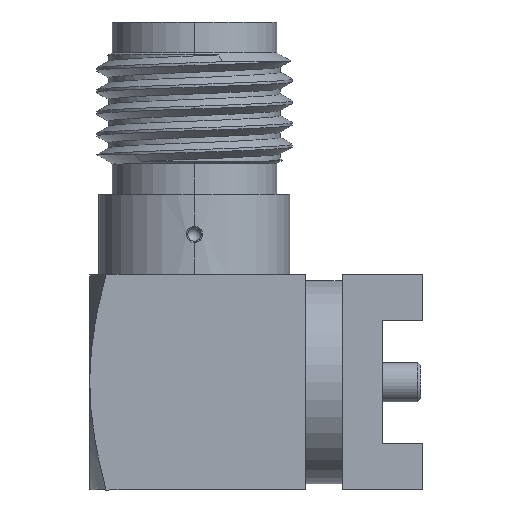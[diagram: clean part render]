
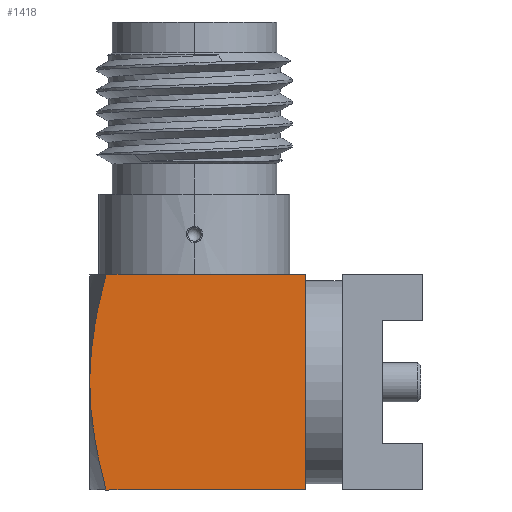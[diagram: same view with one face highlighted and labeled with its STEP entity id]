
A CAD part, left-side view. The second image highlights one B-rep face of the part: STEP entity #1418.
In plain terms, the highlighted planar face has unit normal (-1, 0, 0).
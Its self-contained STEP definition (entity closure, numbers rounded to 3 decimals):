
#66 = CARTESIAN_POINT ( 'NONE',  ( -3.5, 3.8, -7.6 ) ) ;
#188 = VERTEX_POINT ( 'NONE', #4334 ) ;
#311 = VECTOR ( 'NONE', #3304, 1000. ) ;
#350 = DIRECTION ( 'NONE',  ( 0., 0., -1. ) ) ;
#600 = CARTESIAN_POINT ( 'NONE',  ( -3.5, 10.421, -7.023 ) ) ;
#696 = LINE ( 'NONE', #2087, #1458 ) ;
#729 = VERTEX_POINT ( 'NONE', #4333 ) ;
#745 = ORIENTED_EDGE ( 'NONE', *, *, #4141, .F. ) ;
#819 = B_SPLINE_CURVE_WITH_KNOTS ( 'NONE', 3,
 ( #4487, #600, #4510, #1041, #1015, #1987 ),
 .UNSPECIFIED., .F., .F.,
 ( 4, 2, 4 ),
 ( 0.004, 0.005, 0.007 ),
 .UNSPECIFIED. ) ;
#852 = EDGE_CURVE ( 'NONE', #729, #2784, #4137, .T. ) ;
#1015 = CARTESIAN_POINT ( 'NONE',  ( -3.5, 10.8, -4.688 ) ) ;
#1041 = CARTESIAN_POINT ( 'NONE',  ( -3.5, 10.744, -5.273 ) ) ;
#1187 = FACE_OUTER_BOUND ( 'NONE', #2099, .T. ) ;
#1268 = CARTESIAN_POINT ( 'NONE',  ( -3.5, 10.744, -2.927 ) ) ;
#1312 = CARTESIAN_POINT ( 'NONE',  ( -3.5, 10.272, -0.6 ) ) ;
#1365 = EDGE_CURVE ( 'NONE', #2784, #2240, #1990, .T. ) ;
#1418 = ADVANCED_FACE ( 'NONE', ( #1187 ), #2922, .T. ) ;
#1458 = VECTOR ( 'NONE', #350, 1000. ) ;
#1521 = CARTESIAN_POINT ( 'NONE',  ( -3.5, 3.8, -0.6 ) ) ;
#1530 = CARTESIAN_POINT ( 'NONE',  ( -3.5, 10.8, -7.6 ) ) ;
#1554 = DIRECTION ( 'NONE',  ( -1., 0., 0. ) ) ;
#1632 = CARTESIAN_POINT ( 'NONE',  ( -3.5, 10.42, -1.173 ) ) ;
#1663 = VERTEX_POINT ( 'NONE', #66 ) ;
#1950 = CARTESIAN_POINT ( 'NONE',  ( -3.5, 10.8, -3.515 ) ) ;
#1987 = CARTESIAN_POINT ( 'NONE',  ( -3.5, 10.8, -4.1 ) ) ;
#1990 = LINE ( 'NONE', #3680, #3423 ) ;
#2056 = ORIENTED_EDGE ( 'NONE', *, *, #1365, .F. ) ;
#2087 = CARTESIAN_POINT ( 'NONE',  ( -3.5, 3.8, -7.6 ) ) ;
#2099 = EDGE_LOOP ( 'NONE', ( #3684, #4159, #745, #2056, #3527 ) ) ;
#2240 = VERTEX_POINT ( 'NONE', #1521 ) ;
#2248 = AXIS2_PLACEMENT_3D ( 'NONE', #4322, #1554, #3242 ) ;
#2364 = CARTESIAN_POINT ( 'NONE',  ( -3.5, 10.8, -4.1 ) ) ;
#2752 = CARTESIAN_POINT ( 'NONE',  ( -3.5, 10.551, -1.75 ) ) ;
#2784 = VERTEX_POINT ( 'NONE', #3885 ) ;
#2917 = LINE ( 'NONE', #1530, #311 ) ;
#2922 = PLANE ( 'NONE',  #2248 ) ;
#3242 = DIRECTION ( 'NONE',  ( 0., 0., 1. ) ) ;
#3304 = DIRECTION ( 'NONE',  ( 0., 1., 0. ) ) ;
#3326 = EDGE_CURVE ( 'NONE', #1663, #188, #2917, .T. ) ;
#3423 = VECTOR ( 'NONE', #4440, 1000. ) ;
#3527 = ORIENTED_EDGE ( 'NONE', *, *, #852, .F. ) ;
#3680 = CARTESIAN_POINT ( 'NONE',  ( -3.5, 10.8, -0.6 ) ) ;
#3684 = ORIENTED_EDGE ( 'NONE', *, *, #4085, .F. ) ;
#3885 = CARTESIAN_POINT ( 'NONE',  ( -3.5, 10.272, -0.6 ) ) ;
#4085 = EDGE_CURVE ( 'NONE', #188, #729, #819, .T. ) ;
#4137 = B_SPLINE_CURVE_WITH_KNOTS ( 'NONE', 3,
 ( #2364, #1950, #1268, #2752, #1632, #1312 ),
 .UNSPECIFIED., .F., .F.,
 ( 4, 2, 4 ),
 ( 0.007, 0.009, 0.011 ),
 .UNSPECIFIED. ) ;
#4141 = EDGE_CURVE ( 'NONE', #2240, #1663, #696, .T. ) ;
#4159 = ORIENTED_EDGE ( 'NONE', *, *, #3326, .F. ) ;
#4322 = CARTESIAN_POINT ( 'NONE',  ( -3.5, 0., 0. ) ) ;
#4333 = CARTESIAN_POINT ( 'NONE',  ( -3.5, 10.8, -4.1 ) ) ;
#4334 = CARTESIAN_POINT ( 'NONE',  ( -3.5, 10.272, -7.6 ) ) ;
#4440 = DIRECTION ( 'NONE',  ( 0., -1., 0. ) ) ;
#4487 = CARTESIAN_POINT ( 'NONE',  ( -3.5, 10.272, -7.6 ) ) ;
#4510 = CARTESIAN_POINT ( 'NONE',  ( -3.5, 10.553, -6.44 ) ) ;
